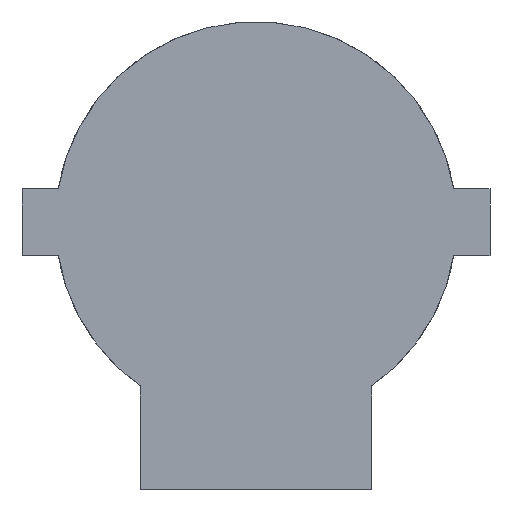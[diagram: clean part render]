
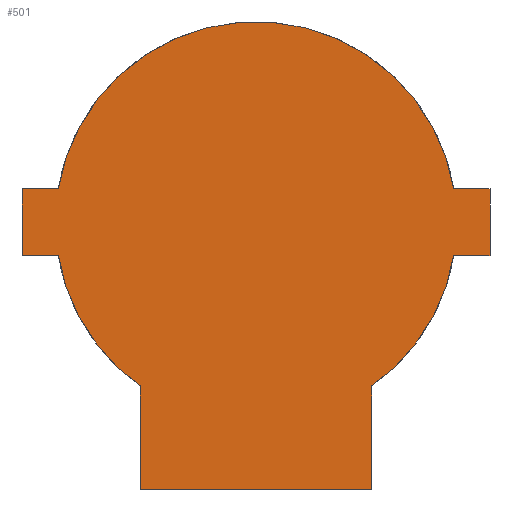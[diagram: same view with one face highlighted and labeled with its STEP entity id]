
A CAD part, front view. The second image highlights one B-rep face of the part: STEP entity #501.
In plain terms, the highlighted planar face has unit normal (0, -1, 0).
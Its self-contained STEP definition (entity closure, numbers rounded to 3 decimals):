
#4 = ORIENTED_EDGE ( 'NONE', *, *, #678, .F. ) ;
#13 = ORIENTED_EDGE ( 'NONE', *, *, #739, .F. ) ;
#16 = EDGE_CURVE ( 'NONE', #692, #688, #411, .T. ) ;
#35 = VERTEX_POINT ( 'NONE', #432 ) ;
#41 = VECTOR ( 'NONE', #654, 1000. ) ;
#49 = CARTESIAN_POINT ( 'NONE',  ( -2.6, 0., -6. ) ) ;
#57 = CARTESIAN_POINT ( 'NONE',  ( 2.6, 0., -3.673 ) ) ;
#67 = CIRCLE ( 'NONE', #819, 4.5 ) ;
#96 = VERTEX_POINT ( 'NONE', #830 ) ;
#99 = CARTESIAN_POINT ( 'NONE',  ( -5.25, 0., -0.75 ) ) ;
#110 = CARTESIAN_POINT ( 'NONE',  ( -4.437, 0., -0.75 ) ) ;
#113 = ORIENTED_EDGE ( 'NONE', *, *, #126, .F. ) ;
#114 = EDGE_CURVE ( 'NONE', #35, #834, #67, .T. ) ;
#123 = CARTESIAN_POINT ( 'NONE',  ( -5.25, 0., -0.75 ) ) ;
#126 = EDGE_CURVE ( 'NONE', #688, #589, #342, .T. ) ;
#127 = DIRECTION ( 'NONE',  ( -1., 0., 0. ) ) ;
#140 = DIRECTION ( 'NONE',  ( 0., 1., 0. ) ) ;
#151 = ORIENTED_EDGE ( 'NONE', *, *, #114, .F. ) ;
#160 = VECTOR ( 'NONE', #514, 1000. ) ;
#173 = CARTESIAN_POINT ( 'NONE',  ( 0., 0., 0. ) ) ;
#181 = VERTEX_POINT ( 'NONE', #502 ) ;
#187 = DIRECTION ( 'NONE',  ( 0., 1., 0. ) ) ;
#193 = LINE ( 'NONE', #258, #160 ) ;
#195 = EDGE_CURVE ( 'NONE', #815, #96, #216, .T. ) ;
#212 = CIRCLE ( 'NONE', #378, 4.5 ) ;
#216 = LINE ( 'NONE', #847, #505 ) ;
#217 = EDGE_CURVE ( 'NONE', #181, #692, #734, .T. ) ;
#236 = CARTESIAN_POINT ( 'NONE',  ( 5.25, 0., 0.75 ) ) ;
#241 = PLANE ( 'NONE',  #782 ) ;
#246 = CARTESIAN_POINT ( 'NONE',  ( -5.25, 0., 0.75 ) ) ;
#253 = CARTESIAN_POINT ( 'NONE',  ( 0., 0., 0. ) ) ;
#258 = CARTESIAN_POINT ( 'NONE',  ( 5.25, 0., -0.75 ) ) ;
#260 = VERTEX_POINT ( 'NONE', #480 ) ;
#269 = DIRECTION ( 'NONE',  ( 0., 0., -1. ) ) ;
#317 = DIRECTION ( 'NONE',  ( 0., 0., 1. ) ) ;
#322 = ORIENTED_EDGE ( 'NONE', *, *, #479, .F. ) ;
#333 = CARTESIAN_POINT ( 'NONE',  ( 4.437, 0., 0.75 ) ) ;
#342 = CIRCLE ( 'NONE', #542, 4.5 ) ;
#346 = VECTOR ( 'NONE', #826, 1000. ) ;
#372 = ORIENTED_EDGE ( 'NONE', *, *, #872, .F. ) ;
#374 = VERTEX_POINT ( 'NONE', #535 ) ;
#377 = VERTEX_POINT ( 'NONE', #871 ) ;
#378 = AXIS2_PLACEMENT_3D ( 'NONE', #253, #187, #317 ) ;
#386 = EDGE_CURVE ( 'NONE', #260, #389, #806, .T. ) ;
#389 = VERTEX_POINT ( 'NONE', #814 ) ;
#401 = DIRECTION ( 'NONE',  ( 0., 0., 1. ) ) ;
#407 = DIRECTION ( 'NONE',  ( -1., 0., 0. ) ) ;
#411 = LINE ( 'NONE', #671, #346 ) ;
#432 = CARTESIAN_POINT ( 'NONE',  ( -2.6, 0., -3.673 ) ) ;
#466 = DIRECTION ( 'NONE',  ( 0., 0., 1. ) ) ;
#479 = EDGE_CURVE ( 'NONE', #589, #377, #707, .T. ) ;
#480 = CARTESIAN_POINT ( 'NONE',  ( 2.6, 0., -6. ) ) ;
#488 = DIRECTION ( 'NONE',  ( 0., 1., 0. ) ) ;
#501 = ADVANCED_FACE ( 'NONE', ( #630 ), #241, .F. ) ;
#502 = CARTESIAN_POINT ( 'NONE',  ( -5.25, 0., -0.75 ) ) ;
#505 = VECTOR ( 'NONE', #573, 1000. ) ;
#514 = DIRECTION ( 'NONE',  ( 0., 0., -1. ) ) ;
#522 = CARTESIAN_POINT ( 'NONE',  ( -4.437, 0., 0.75 ) ) ;
#523 = EDGE_LOOP ( 'NONE', ( #13, #531, #714, #322, #113, #868, #580, #4, #151, #858, #769, #372 ) ) ;
#524 = DIRECTION ( 'NONE',  ( 0., 1., 0. ) ) ;
#531 = ORIENTED_EDGE ( 'NONE', *, *, #195, .F. ) ;
#535 = CARTESIAN_POINT ( 'NONE',  ( 2.6, 0., -3.673 ) ) ;
#542 = AXIS2_PLACEMENT_3D ( 'NONE', #622, #488, #681 ) ;
#546 = CARTESIAN_POINT ( 'NONE',  ( 0., 0., 0. ) ) ;
#570 = VECTOR ( 'NONE', #127, 1000. ) ;
#573 = DIRECTION ( 'NONE',  ( -1., 0., 0. ) ) ;
#580 = ORIENTED_EDGE ( 'NONE', *, *, #217, .F. ) ;
#586 = VECTOR ( 'NONE', #269, 1000. ) ;
#589 = VERTEX_POINT ( 'NONE', #333 ) ;
#622 = CARTESIAN_POINT ( 'NONE',  ( 0., 0., 0. ) ) ;
#630 = FACE_OUTER_BOUND ( 'NONE', #523, .T. ) ;
#647 = LINE ( 'NONE', #123, #759 ) ;
#654 = DIRECTION ( 'NONE',  ( 1., 0., 0. ) ) ;
#666 = LINE ( 'NONE', #867, #862 ) ;
#671 = CARTESIAN_POINT ( 'NONE',  ( -5.25, 0., 0.75 ) ) ;
#678 = EDGE_CURVE ( 'NONE', #834, #181, #647, .T. ) ;
#680 = LINE ( 'NONE', #57, #586 ) ;
#681 = DIRECTION ( 'NONE',  ( 0., 0., 1. ) ) ;
#688 = VERTEX_POINT ( 'NONE', #522 ) ;
#692 = VERTEX_POINT ( 'NONE', #246 ) ;
#707 = LINE ( 'NONE', #236, #41 ) ;
#713 = EDGE_CURVE ( 'NONE', #389, #35, #666, .T. ) ;
#714 = ORIENTED_EDGE ( 'NONE', *, *, #760, .F. ) ;
#734 = LINE ( 'NONE', #99, #831 ) ;
#739 = EDGE_CURVE ( 'NONE', #96, #374, #212, .T. ) ;
#759 = VECTOR ( 'NONE', #407, 1000. ) ;
#760 = EDGE_CURVE ( 'NONE', #377, #815, #193, .T. ) ;
#769 = ORIENTED_EDGE ( 'NONE', *, *, #386, .F. ) ;
#782 = AXIS2_PLACEMENT_3D ( 'NONE', #173, #524, #803 ) ;
#803 = DIRECTION ( 'NONE',  ( 0., 0., 1. ) ) ;
#806 = LINE ( 'NONE', #49, #570 ) ;
#814 = CARTESIAN_POINT ( 'NONE',  ( -2.6, 0., -6. ) ) ;
#815 = VERTEX_POINT ( 'NONE', #874 ) ;
#819 = AXIS2_PLACEMENT_3D ( 'NONE', #546, #140, #888 ) ;
#826 = DIRECTION ( 'NONE',  ( 1., 0., 0. ) ) ;
#830 = CARTESIAN_POINT ( 'NONE',  ( 4.437, 0., -0.75 ) ) ;
#831 = VECTOR ( 'NONE', #401, 1000. ) ;
#834 = VERTEX_POINT ( 'NONE', #110 ) ;
#847 = CARTESIAN_POINT ( 'NONE',  ( 5.25, 0., -0.75 ) ) ;
#858 = ORIENTED_EDGE ( 'NONE', *, *, #713, .F. ) ;
#862 = VECTOR ( 'NONE', #466, 1000. ) ;
#867 = CARTESIAN_POINT ( 'NONE',  ( -2.6, 0., -3.673 ) ) ;
#868 = ORIENTED_EDGE ( 'NONE', *, *, #16, .F. ) ;
#871 = CARTESIAN_POINT ( 'NONE',  ( 5.25, 0., 0.75 ) ) ;
#872 = EDGE_CURVE ( 'NONE', #374, #260, #680, .T. ) ;
#874 = CARTESIAN_POINT ( 'NONE',  ( 5.25, 0., -0.75 ) ) ;
#888 = DIRECTION ( 'NONE',  ( 0., 0., 1. ) ) ;
